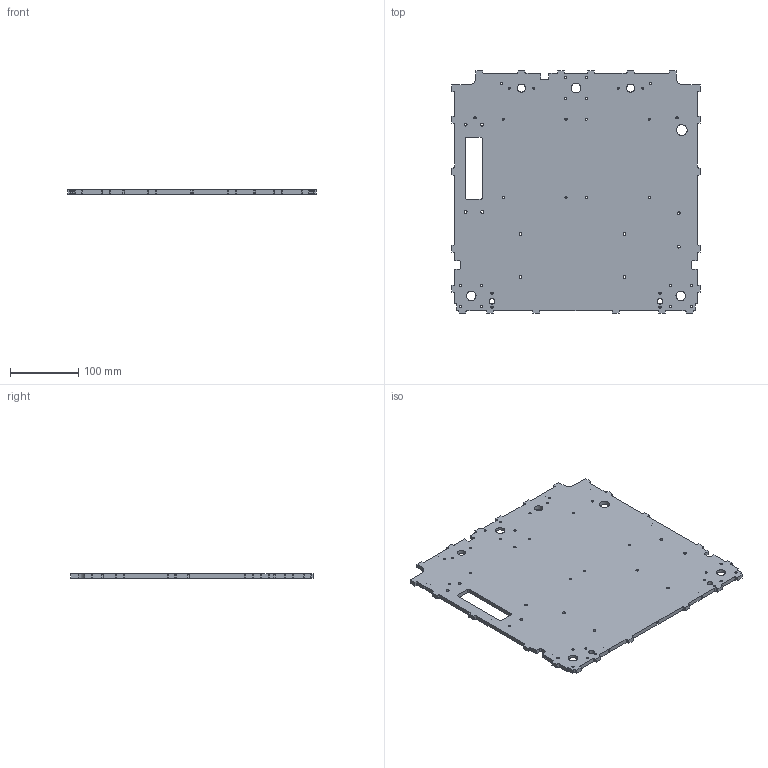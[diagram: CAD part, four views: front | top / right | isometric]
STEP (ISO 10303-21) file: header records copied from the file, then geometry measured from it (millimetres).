
FILE_DESCRIPTION(/* description */ (''),/* implementation_level */ '2;1');
FILE_NAME(/* name */ 'e56a9fe4-1639-4a7a-a3b3-8913546cff57.stp',/* time_stamp */ '2017-12-29T15:26:48+00:00',/* author */ (''),/* organization */ (''),/* preprocessor_version */ 'ST-DEVELOPER v16.13',/* originating_system */ 'Autodesk Translation Framework v6.5.0.72',/* authorisation */ '');
FILE_SCHEMA (('AUTOMOTIVE_DESIGN { 1 0 10303 214 3 1 1 }'));
Length unit declared in the file: millimetre
Products named in the file (1): xBot Bottom Medium
Bounding box: 364.2 x 355.6 x 6 mm (x, y, z)
Volume: 715305.8 mm3; surface area: 256445.1 mm2
Topology: 1 solids, 1 shells, 354 faces, 1065 edges, 716 vertices
Faces by surface type: plane 192, cylinder 162
Full cylindrical faces by diameter (mm): 3.2 x32, 4.2 x10, 8 x2, 12 x2, 14 x3, 15.8 x1, 22 x2, 22.2 x1
Entity records: 12328 total; most frequent: CARTESIAN_POINT 2136, ORIENTED_EDGE 2130, DIRECTION 2117, EDGE_CURVE 1065, LINE 723, VECTOR 723, VERTEX_POINT 716, AXIS2_PLACEMENT_3D 697
